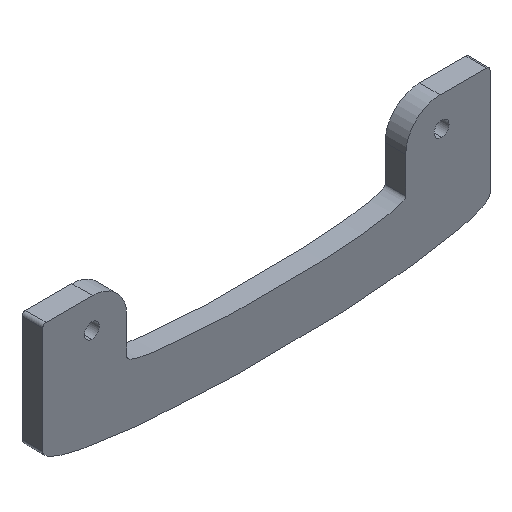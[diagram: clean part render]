
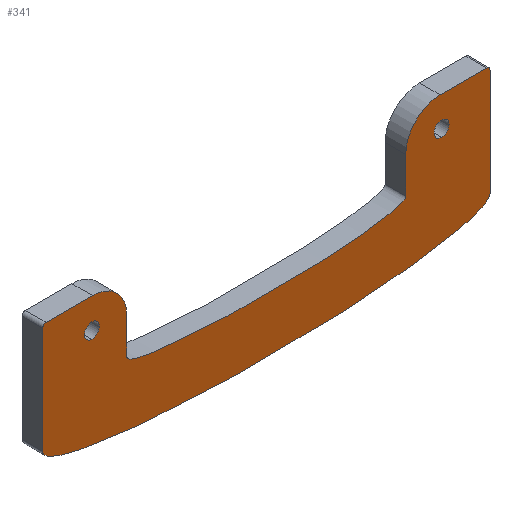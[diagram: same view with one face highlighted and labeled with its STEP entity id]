
A CAD part, isometric view. The second image highlights one B-rep face of the part: STEP entity #341.
In plain terms, the highlighted planar face has unit normal (0, -1, 0).
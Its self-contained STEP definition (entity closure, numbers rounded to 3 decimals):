
#1 = CIRCLE ( 'NONE', #357, 1.092 ) ;
#9 = CARTESIAN_POINT ( 'NONE',  ( -32.5, 0., -0.5 ) ) ;
#10 = ORIENTED_EDGE ( 'NONE', *, *, #69, .T. ) ;
#17 = EDGE_CURVE ( 'NONE', #363, #316, #461, .T. ) ;
#18 = CARTESIAN_POINT ( 'NONE',  ( 25.26, 0., 0. ) ) ;
#28 = CIRCLE ( 'NONE', #232, 5. ) ;
#30 = AXIS2_PLACEMENT_3D ( 'NONE', #41, #46, #427 ) ;
#33 = CARTESIAN_POINT ( 'NONE',  ( -32.5, 0., -25. ) ) ;
#34 = CARTESIAN_POINT ( 'NONE',  ( -25.34, 0., -3.269 ) ) ;
#36 = EDGE_CURVE ( 'NONE', #281, #565, #270, .T. ) ;
#41 = CARTESIAN_POINT ( 'NONE',  ( -25.34, 0., -4.362 ) ) ;
#46 = DIRECTION ( 'NONE',  ( 0., -1., 0. ) ) ;
#50 = VERTEX_POINT ( 'NONE', #171 ) ;
#53 = EDGE_CURVE ( 'NONE', #316, #50, #132, .T. ) ;
#59 = AXIS2_PLACEMENT_3D ( 'NONE', #306, #597, #440 ) ;
#65 = CARTESIAN_POINT ( 'NONE',  ( -25.34, 0., -5.454 ) ) ;
#69 = EDGE_CURVE ( 'NONE', #421, #469, #105, .T. ) ;
#72 = ORIENTED_EDGE ( 'NONE', *, *, #204, .F. ) ;
#76 = DIRECTION ( 'NONE',  ( 0., 0., 1. ) ) ;
#78 = CARTESIAN_POINT ( 'NONE',  ( -20.26, 0., 0. ) ) ;
#84 = CARTESIAN_POINT ( 'NONE',  ( -25.26, 0., 0. ) ) ;
#85 = CARTESIAN_POINT ( 'NONE',  ( 32.5, 0., -25. ) ) ;
#88 = ORIENTED_EDGE ( 'NONE', *, *, #192, .F. ) ;
#93 = CARTESIAN_POINT ( 'NONE',  ( 25.46, 0., -5.454 ) ) ;
#101 = VERTEX_POINT ( 'NONE', #65 ) ;
#105 =( BOUNDED_CURVE ( )  B_SPLINE_CURVE ( 3, ( #354, #161, #308, #556 ),
 .UNSPECIFIED., .F., .T. ) 
 B_SPLINE_CURVE_WITH_KNOTS ( ( 4, 4 ),
 ( 3.142, 6.283 ),
 .UNSPECIFIED. ) 
 CURVE ( )  GEOMETRIC_REPRESENTATION_ITEM ( )  RATIONAL_B_SPLINE_CURVE ( ( 1., 0.333, 0.333, 1. ) ) 
 REPRESENTATION_ITEM ( '' )  );
#114 = CARTESIAN_POINT ( 'NONE',  ( 25.46, 0., -4.362 ) ) ;
#118 = CARTESIAN_POINT ( 'NONE',  ( 25.26, 0., -5. ) ) ;
#122 = DIRECTION ( 'NONE',  ( 0., 0., 1. ) ) ;
#125 = ORIENTED_EDGE ( 'NONE', *, *, #359, .T. ) ;
#129 = FACE_OUTER_BOUND ( 'NONE', #535, .T. ) ;
#132 = CIRCLE ( 'NONE', #286, 0.5 ) ;
#134 = DIRECTION ( 'NONE',  ( 0., 0., -1. ) ) ;
#135 = FACE_BOUND ( 'NONE', #361, .T. ) ;
#136 = EDGE_CURVE ( 'NONE', #499, #146, #199, .T. ) ;
#145 = CARTESIAN_POINT ( 'NONE',  ( 25.46, 0., -4.362 ) ) ;
#146 = VERTEX_POINT ( 'NONE', #9 ) ;
#147 = DIRECTION ( 'NONE',  ( 0., 0., -1. ) ) ;
#161 = CARTESIAN_POINT ( 'NONE',  ( 20.26, 0., -14.75 ) ) ;
#166 = DIRECTION ( 'NONE',  ( 0., 0., -1. ) ) ;
#170 = DIRECTION ( 'NONE',  ( 0., -1., 0. ) ) ;
#171 = CARTESIAN_POINT ( 'NONE',  ( 32., 0., 0. ) ) ;
#182 = LINE ( 'NONE', #78, #229 ) ;
#186 = VERTEX_POINT ( 'NONE', #381 ) ;
#192 = EDGE_CURVE ( 'NONE', #432, #514, #611, .T. ) ;
#196 = ORIENTED_EDGE ( 'NONE', *, *, #480, .F. ) ;
#199 = LINE ( 'NONE', #493, #260 ) ;
#200 = DIRECTION ( 'NONE',  ( 0., 0., 1. ) ) ;
#204 = EDGE_CURVE ( 'NONE', #421, #565, #222, .T. ) ;
#207 = CARTESIAN_POINT ( 'NONE',  ( 32.5, 0., 0. ) ) ;
#220 = DIRECTION ( 'NONE',  ( 0., 0., 1. ) ) ;
#222 = LINE ( 'NONE', #426, #313 ) ;
#225 = ORIENTED_EDGE ( 'NONE', *, *, #551, .F. ) ;
#229 = VECTOR ( 'NONE', #220, 1000. ) ;
#232 = AXIS2_PLACEMENT_3D ( 'NONE', #344, #355, #500 ) ;
#235 = CARTESIAN_POINT ( 'NONE',  ( -20.26, 0., -10.25 ) ) ;
#238 = ORIENTED_EDGE ( 'NONE', *, *, #608, .F. ) ;
#258 = DIRECTION ( 'NONE',  ( 0., 0., 1. ) ) ;
#260 = VECTOR ( 'NONE', #334, 1000. ) ;
#261 = EDGE_CURVE ( 'NONE', #356, #503, #28, .T. ) ;
#270 = CIRCLE ( 'NONE', #587, 5. ) ;
#271 = DIRECTION ( 'NONE',  ( 1., 0., 0. ) ) ;
#273 = CARTESIAN_POINT ( 'NONE',  ( 20.26, 0., -10.25 ) ) ;
#276 = EDGE_CURVE ( 'NONE', #186, #146, #508, .T. ) ;
#277 = CARTESIAN_POINT ( 'NONE',  ( -32.5, 0., -16. ) ) ;
#281 = VERTEX_POINT ( 'NONE', #18 ) ;
#283 = DIRECTION ( 'NONE',  ( 1., 0., 0. ) ) ;
#286 = AXIS2_PLACEMENT_3D ( 'NONE', #446, #450, #76 ) ;
#289 = EDGE_LOOP ( 'NONE', ( #411, #225 ) ) ;
#292 = AXIS2_PLACEMENT_3D ( 'NONE', #114, #170, #166 ) ;
#301 = ORIENTED_EDGE ( 'NONE', *, *, #530, .F. ) ;
#303 = LINE ( 'NONE', #325, #609 ) ;
#304 = DIRECTION ( 'NONE',  ( 0., -1., 0. ) ) ;
#306 = CARTESIAN_POINT ( 'NONE',  ( -32., 0., -0.5 ) ) ;
#308 = CARTESIAN_POINT ( 'NONE',  ( -20.26, 0., -14.75 ) ) ;
#310 = ORIENTED_EDGE ( 'NONE', *, *, #53, .T. ) ;
#313 = VECTOR ( 'NONE', #200, 1000. ) ;
#316 = VERTEX_POINT ( 'NONE', #397 ) ;
#325 = CARTESIAN_POINT ( 'NONE',  ( 0., 0., 0. ) ) ;
#328 = ORIENTED_EDGE ( 'NONE', *, *, #276, .T. ) ;
#334 = DIRECTION ( 'NONE',  ( 0., 0., 1. ) ) ;
#341 = ADVANCED_FACE ( 'NONE', ( #538, #135, #129 ), #403, .F. ) ;
#342 = DIRECTION ( 'NONE',  ( 0., 0., 1. ) ) ;
#344 = CARTESIAN_POINT ( 'NONE',  ( -25.26, 0., -5. ) ) ;
#348 = CIRCLE ( 'NONE', #353, 1.092 ) ;
#353 = AXIS2_PLACEMENT_3D ( 'NONE', #372, #373, #134 ) ;
#354 = CARTESIAN_POINT ( 'NONE',  ( 20.26, 0., -10.25 ) ) ;
#355 = DIRECTION ( 'NONE',  ( 0., -1., 0. ) ) ;
#356 = VERTEX_POINT ( 'NONE', #362 ) ;
#357 = AXIS2_PLACEMENT_3D ( 'NONE', #145, #484, #147 ) ;
#359 = EDGE_CURVE ( 'NONE', #469, #356, #182, .T. ) ;
#361 = EDGE_LOOP ( 'NONE', ( #238, #88 ) ) ;
#362 = CARTESIAN_POINT ( 'NONE',  ( -20.26, 0., -5. ) ) ;
#363 = VERTEX_POINT ( 'NONE', #516 ) ;
#368 = CARTESIAN_POINT ( 'NONE',  ( -32.5, 0., -16. ) ) ;
#372 = CARTESIAN_POINT ( 'NONE',  ( -25.34, 0., -4.362 ) ) ;
#373 = DIRECTION ( 'NONE',  ( 0., -1., 0. ) ) ;
#375 = ORIENTED_EDGE ( 'NONE', *, *, #136, .F. ) ;
#381 = CARTESIAN_POINT ( 'NONE',  ( -32., 0., 0. ) ) ;
#397 = CARTESIAN_POINT ( 'NONE',  ( 32.5, 0., -0.5 ) ) ;
#403 = PLANE ( 'NONE',  #513 ) ;
#410 = CARTESIAN_POINT ( 'NONE',  ( 25.46, 0., -3.269 ) ) ;
#411 = ORIENTED_EDGE ( 'NONE', *, *, #413, .F. ) ;
#413 = EDGE_CURVE ( 'NONE', #101, #495, #348, .T. ) ;
#417 = EDGE_CURVE ( 'NONE', #363, #499, #510, .T. ) ;
#421 = VERTEX_POINT ( 'NONE', #273 ) ;
#426 = CARTESIAN_POINT ( 'NONE',  ( 20.26, 0., 0. ) ) ;
#427 = DIRECTION ( 'NONE',  ( 0., 0., -1. ) ) ;
#432 = VERTEX_POINT ( 'NONE', #410 ) ;
#434 = CIRCLE ( 'NONE', #30, 1.092 ) ;
#437 = ORIENTED_EDGE ( 'NONE', *, *, #417, .F. ) ;
#440 = DIRECTION ( 'NONE',  ( 0., 0., 1. ) ) ;
#446 = CARTESIAN_POINT ( 'NONE',  ( 32., 0., -0.5 ) ) ;
#450 = DIRECTION ( 'NONE',  ( 0., -1., 0. ) ) ;
#461 = LINE ( 'NONE', #207, #581 ) ;
#464 = CARTESIAN_POINT ( 'NONE',  ( 0., 0., -16. ) ) ;
#465 = LINE ( 'NONE', #571, #529 ) ;
#469 = VERTEX_POINT ( 'NONE', #235 ) ;
#480 = EDGE_CURVE ( 'NONE', #281, #50, #465, .T. ) ;
#484 = DIRECTION ( 'NONE',  ( 0., -1., 0. ) ) ;
#492 = ORIENTED_EDGE ( 'NONE', *, *, #36, .T. ) ;
#493 = CARTESIAN_POINT ( 'NONE',  ( -32.5, 0., 0. ) ) ;
#495 = VERTEX_POINT ( 'NONE', #34 ) ;
#499 = VERTEX_POINT ( 'NONE', #277 ) ;
#500 = DIRECTION ( 'NONE',  ( 0., 0., 1. ) ) ;
#503 = VERTEX_POINT ( 'NONE', #84 ) ;
#508 = CIRCLE ( 'NONE', #59, 0.5 ) ;
#510 =( BOUNDED_CURVE ( )  B_SPLINE_CURVE ( 3, ( #559, #85, #33, #368 ),
 .UNSPECIFIED., .F., .F. ) 
 B_SPLINE_CURVE_WITH_KNOTS ( ( 4, 4 ),
 ( 3.142, 6.283 ),
 .UNSPECIFIED. ) 
 CURVE ( )  GEOMETRIC_REPRESENTATION_ITEM ( )  RATIONAL_B_SPLINE_CURVE ( ( 1., 0.333, 0.333, 1. ) ) 
 REPRESENTATION_ITEM ( '' )  );
#513 = AXIS2_PLACEMENT_3D ( 'NONE', #464, #557, #122 ) ;
#514 = VERTEX_POINT ( 'NONE', #93 ) ;
#516 = CARTESIAN_POINT ( 'NONE',  ( 32.5, 0., -16. ) ) ;
#529 = VECTOR ( 'NONE', #271, 1000. ) ;
#530 = EDGE_CURVE ( 'NONE', #186, #503, #303, .T. ) ;
#535 = EDGE_LOOP ( 'NONE', ( #633, #310, #196, #492, #72, #10, #125, #583, #301, #328, #375, #437 ) ) ;
#536 = CARTESIAN_POINT ( 'NONE',  ( 20.26, 0., -5. ) ) ;
#538 = FACE_BOUND ( 'NONE', #289, .T. ) ;
#551 = EDGE_CURVE ( 'NONE', #495, #101, #434, .T. ) ;
#556 = CARTESIAN_POINT ( 'NONE',  ( -20.26, 0., -10.25 ) ) ;
#557 = DIRECTION ( 'NONE',  ( 0., 1., 0. ) ) ;
#559 = CARTESIAN_POINT ( 'NONE',  ( 32.5, 0., -16. ) ) ;
#565 = VERTEX_POINT ( 'NONE', #536 ) ;
#571 = CARTESIAN_POINT ( 'NONE',  ( 0., 0., 0. ) ) ;
#581 = VECTOR ( 'NONE', #342, 1000. ) ;
#583 = ORIENTED_EDGE ( 'NONE', *, *, #261, .T. ) ;
#587 = AXIS2_PLACEMENT_3D ( 'NONE', #118, #304, #258 ) ;
#597 = DIRECTION ( 'NONE',  ( 0., -1., 0. ) ) ;
#608 = EDGE_CURVE ( 'NONE', #514, #432, #1, .T. ) ;
#609 = VECTOR ( 'NONE', #283, 1000. ) ;
#611 = CIRCLE ( 'NONE', #292, 1.092 ) ;
#633 = ORIENTED_EDGE ( 'NONE', *, *, #17, .T. ) ;
